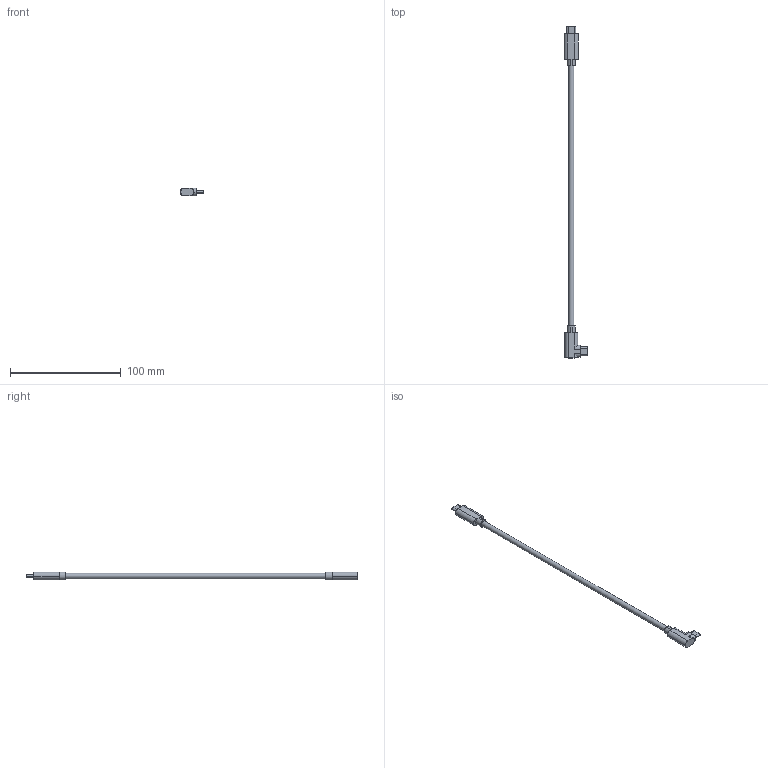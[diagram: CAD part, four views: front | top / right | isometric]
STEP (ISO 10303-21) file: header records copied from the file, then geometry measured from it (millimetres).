
FILE_DESCRIPTION (( 'STEP AP214' ), '1' );
FILE_NAME ('025942-GEO_1.STEP', '2022-02-23T21:06:13', ( '' ), ( '' ), 'SwSTEP 2.0', 'SolidWorks 2020', '' );
FILE_SCHEMA (( 'AUTOMOTIVE_DESIGN' ));
Length unit declared in the file: millimetre
Products named in the file (1): 025942-GEO_1
Bounding box: 21.6 x 300 x 7 mm (x, y, z)
Volume: 8847.8 mm3; surface area: 6168 mm2
Topology: 5 solids, 5 shells, 50 faces, 118 edges, 78 vertices
Faces by surface type: cylinder 27, plane 23
Full cylindrical faces by diameter (mm): 4.869 x1
Entity records: 1517 total; most frequent: DIRECTION 261, CARTESIAN_POINT 258, ORIENTED_EDGE 234, EDGE_CURVE 117, AXIS2_PLACEMENT_3D 97, VERTEX_POINT 78, LINE 67, VECTOR 67
